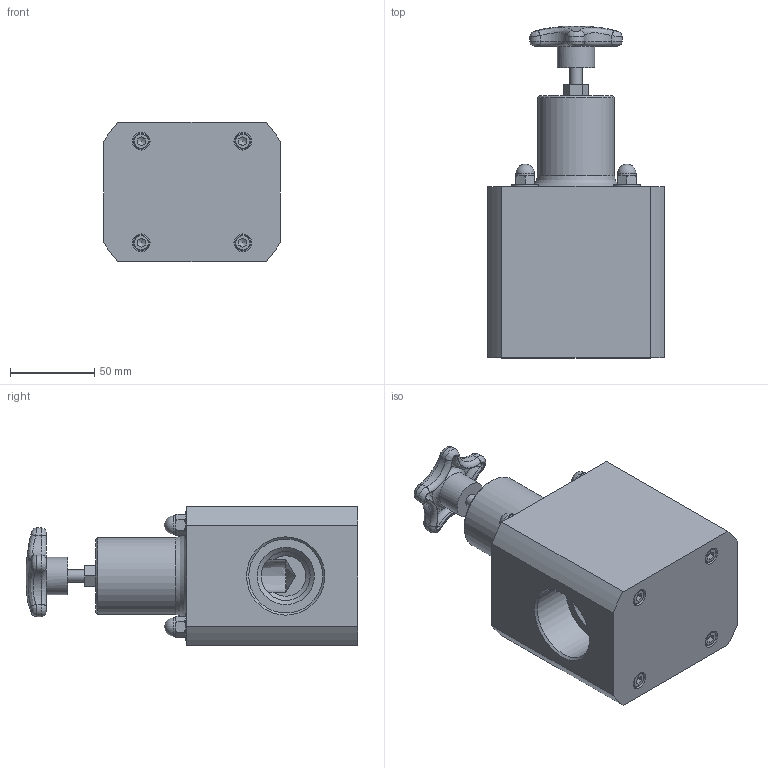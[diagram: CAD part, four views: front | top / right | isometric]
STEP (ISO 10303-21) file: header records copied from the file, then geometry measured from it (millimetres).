
FILE_DESCRIPTION((''),'2;1');
FILE_NAME('TVBP15-PVC-G_R0.ipt.stp','2017-04-04T12:09:30',(''),(''),'Autodesk Inventor 2009','Autodesk Inventor 2009','');
FILE_SCHEMA(('AUTOMOTIVE_DESIGN { 1 0 10303 214 1 1 1 1 }'));
Length unit declared in the file: inch
Products named in the file (1): TVBP15-PVC-G_R0
Bounding box: 104.78 x 196.89 x 82.55 mm (x, y, z)
Volume: 797247.5 mm3; surface area: 99595.2 mm2
Topology: 6 solids, 6 shells, 413 faces, 962 edges, 591 vertices
Faces by surface type: plane 170, bspline 112, cylinder 62, cone 37, sphere 17, torus 15
Full cylindrical faces by diameter (mm): 4.445 x4, 4.775 x1, 7.442 x1, 7.938 x1, 9.525 x5, 10.998 x4, 11.113 x1, 15.875 x4, 22.098 x1, 27.33 x1, 28.956 x2, 30.48 x1, 36.322 x1, 43.866 x2, 45.72 x1, 47.142 x1, 69.85 x1
Entity records: 15937 total; most frequent: CARTESIAN_POINT 7206, ORIENTED_EDGE 1726, DIRECTION 1618, EDGE_CURVE 863, AXIS2_PLACEMENT_3D 693, VERTEX_POINT 575, EDGE_LOOP 530, FACE_OUTER_BOUND 413
